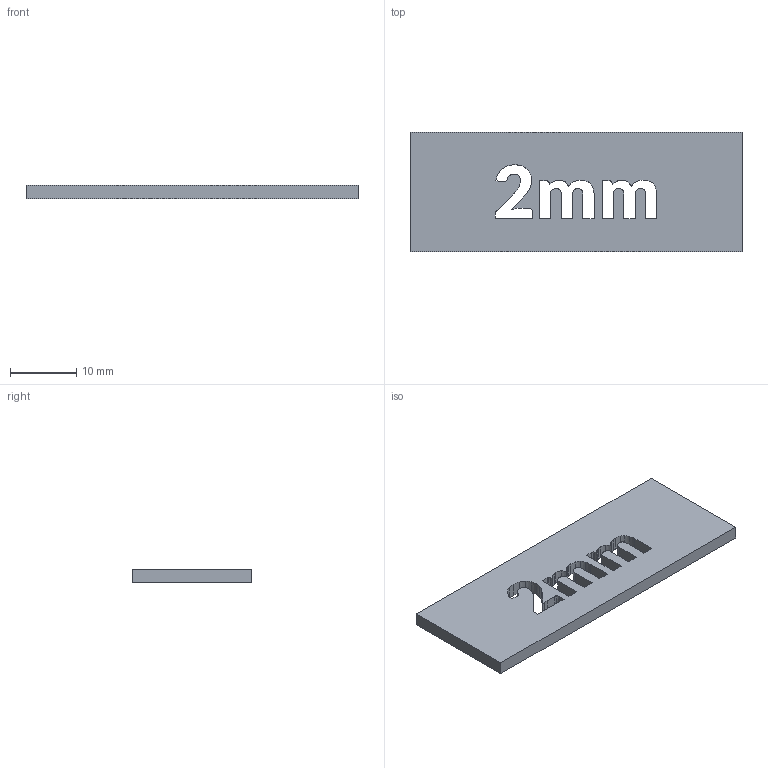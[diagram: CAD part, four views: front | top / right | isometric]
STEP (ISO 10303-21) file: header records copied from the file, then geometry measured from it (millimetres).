
FILE_DESCRIPTION(('FreeCAD Model'),'2;1');
FILE_NAME('Open CASCADE Shape Model','2026-01-17T13:35:29',(''),(''), 'Open CASCADE STEP processor 7.8','FreeCAD','Unknown');
FILE_SCHEMA(('AUTOMOTIVE_DESIGN { 1 0 10303 214 1 1 1 1 }'));
Length unit declared in the file: millimetre
Products named in the file (1): Dystans 2mm
Bounding box: 50 x 18 x 2 mm (x, y, z)
Volume: 1622.8 mm3; surface area: 2147.3 mm2
Topology: 1 solids, 1 shells, 113 faces, 333 edges, 222 vertices
Faces by surface type: extrusion 78, plane 35
Entity records: 4307 total; most frequent: CARTESIAN_POINT 1567, ORIENTED_EDGE 666, EDGE_CURVE 333, DIRECTION 327, VECTOR 255, B_SPLINE_CURVE_WITH_KNOTS 234, VERTEX_POINT 222, LINE 177
